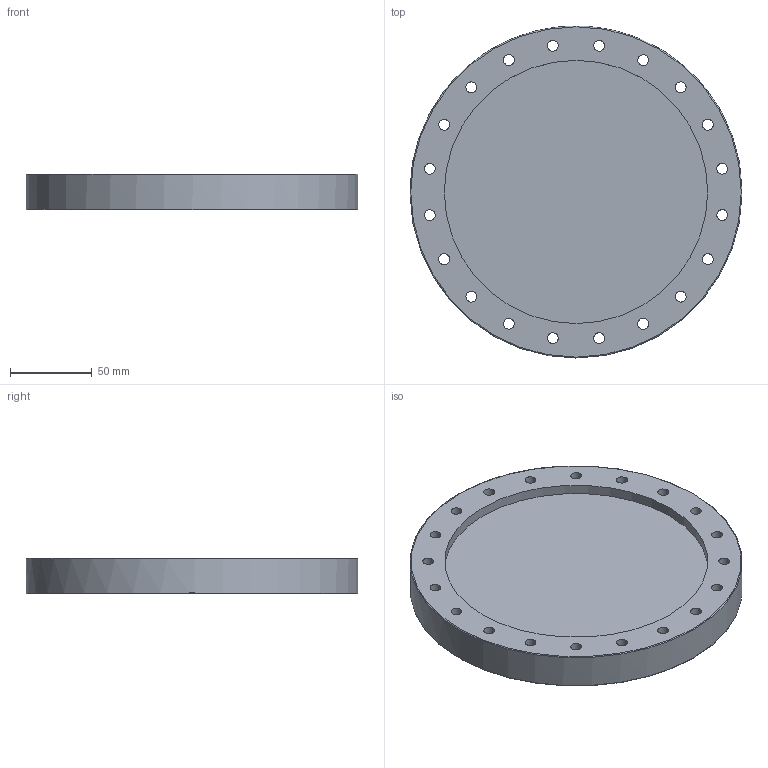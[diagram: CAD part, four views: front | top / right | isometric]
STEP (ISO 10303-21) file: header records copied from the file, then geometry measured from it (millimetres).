
FILE_DESCRIPTION((''),'2;1');
FILE_NAME('F150RT-316LNS.stp','2009-03-13T08:25:50',('hasers'),(''),'Autodesk Inventor 2008','Autodesk Inventor 2008','');
FILE_SCHEMA(('AUTOMOTIVE_DESIGN { 1 0 10303 214 1 1 1 1 }'));
Length unit declared in the file: millimetre
Products named in the file (4): F150RT-316LNS; i-F150RT-316LNS; CF-R [Subject [Summary]=-316LNS][Title [Summary]=F150ROT]; CF-R [Subject [Summary]=-316LNS][Title [Summary]=F150RI]
Assembly tree (3 placements, depth 3):
  F150RT-316LNS
    i-F150RT-316LNS
      CF-R [Subject [Summary]=-316LNS][Title [Summary]=F150ROT]
      CF-R [Subject [Summary]=-316LNS][Title [Summary]=F150RI]
Bounding box: 203 x 203 x 22 mm (x, y, z)
Volume: 541777.2 mm3; surface area: 111279.8 mm2
Topology: 2 solids, 2 shells, 43 faces, 131 edges, 92 vertices
Faces by surface type: bspline 24, torus 6, cylinder 5, plane 5, cone 3
Full cylindrical faces by diameter (mm): 171.3 x1, 172.1 x1, 203 x1
Entity records: 1723 total; most frequent: CARTESIAN_POINT 704, DIRECTION 178, ORIENTED_EDGE 146, EDGE_LOOP 118, AXIS2_PLACEMENT_3D 87, FACE_BOUND 75, EDGE_CURVE 73, VERTEX_POINT 67
